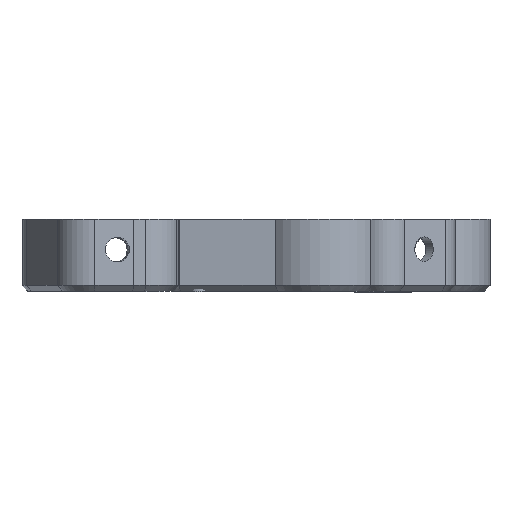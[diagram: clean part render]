
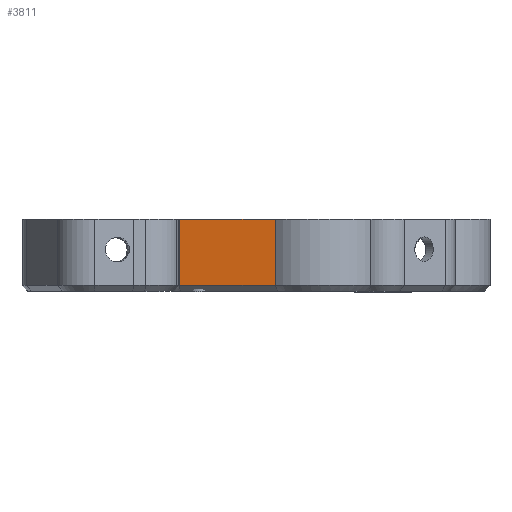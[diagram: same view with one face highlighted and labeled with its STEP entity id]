
A CAD part, left-side view. The second image highlights one B-rep face of the part: STEP entity #3811.
In plain terms, the highlighted planar face has unit normal (-0.991, 0.133, 0).
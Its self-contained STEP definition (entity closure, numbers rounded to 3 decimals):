
#574=FACE_OUTER_BOUND('',#826,.T.);
#826=EDGE_LOOP('',(#2867,#2868,#2869,#2870));
#1121=LINE('',#6170,#1411);
#1143=LINE('',#6283,#1433);
#1144=LINE('',#6287,#1434);
#1145=LINE('',#6288,#1435);
#1411=VECTOR('',#4851,10.);
#1433=VECTOR('',#4943,10.);
#1434=VECTOR('',#4948,10.);
#1435=VECTOR('',#4949,10.);
#1767=VERTEX_POINT('',#6168);
#1768=VERTEX_POINT('',#6169);
#1796=VERTEX_POINT('',#6282);
#1797=VERTEX_POINT('',#6286);
#2169=EDGE_CURVE('',#1767,#1768,#1121,.T.);
#2216=EDGE_CURVE('',#1768,#1796,#1143,.T.);
#2218=EDGE_CURVE('',#1767,#1797,#1144,.T.);
#2219=EDGE_CURVE('',#1796,#1797,#1145,.T.);
#2867=ORIENTED_EDGE('',*,*,#2169,.F.);
#2868=ORIENTED_EDGE('',*,*,#2218,.T.);
#2869=ORIENTED_EDGE('',*,*,#2219,.F.);
#2870=ORIENTED_EDGE('',*,*,#2216,.F.);
#3678=PLANE('',#4174);
#3811=ADVANCED_FACE('',(#574),#3678,.T.);
#4174=AXIS2_PLACEMENT_3D('',#6285,#4946,#4947);
#4851=DIRECTION('',(0.133,0.991,0.));
#4943=DIRECTION('',(0.,0.,1.));
#4946=DIRECTION('center_axis',(-0.991,0.133,0.));
#4947=DIRECTION('ref_axis',(-0.133,-0.991,0.));
#4948=DIRECTION('',(0.,0.,1.));
#4949=DIRECTION('',(-0.133,-0.991,0.));
#6168=CARTESIAN_POINT('',(-83.515,-11.975,0.1));
#6169=CARTESIAN_POINT('',(-79.051,21.368,0.1));
#6170=CARTESIAN_POINT('',(-80.11,13.46,0.1));
#6282=CARTESIAN_POINT('',(-79.051,21.368,23.1));
#6283=CARTESIAN_POINT('',(-79.051,21.368,-1.9));
#6285=CARTESIAN_POINT('Origin',(-79.051,21.368,-1.9));
#6286=CARTESIAN_POINT('',(-83.515,-11.975,23.1));
#6287=CARTESIAN_POINT('',(-83.515,-11.975,-1.9));
#6288=CARTESIAN_POINT('',(-80.11,13.46,23.1));
